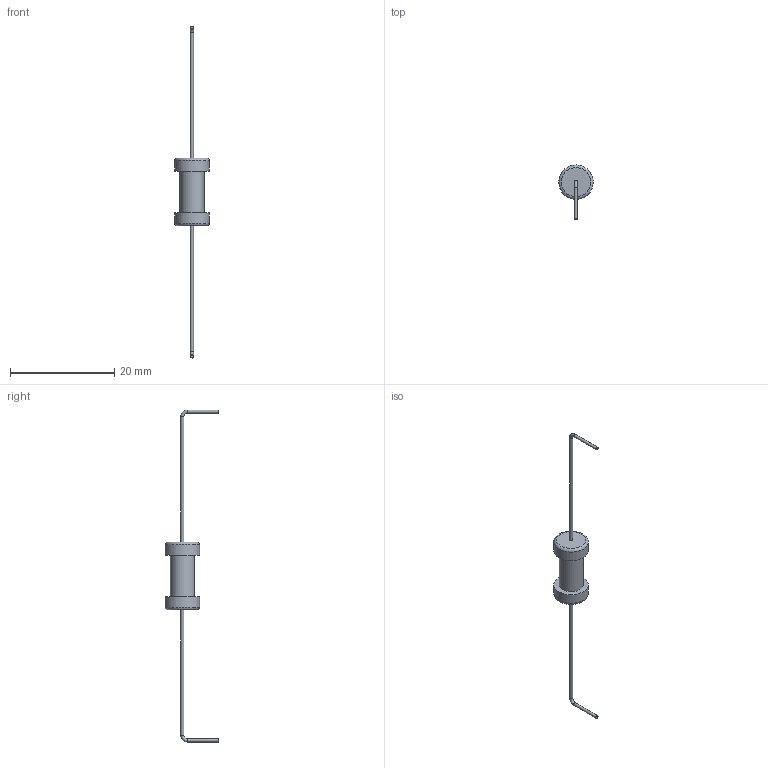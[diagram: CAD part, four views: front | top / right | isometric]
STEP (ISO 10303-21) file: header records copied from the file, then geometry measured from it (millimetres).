
FILE_DESCRIPTION(/* description */ (''),/* implementation_level */ '2;1');
FILE_NAME(/* name */ 'МЛТ-1.stp',/* time_stamp */ '2020-03-30T06:44:49+03:00',/* author */ ('IAmIllusion'),/* organization */ (''),/* preprocessor_version */ 'ST-DEVELOPER v18',/* originating_system */ 'Autodesk Inventor 2020',/* authorisation */ '');
FILE_SCHEMA (('AUTOMOTIVE_DESIGN { 1 0 10303 214 3 1 1 }'));
Length unit declared in the file: millimetre
Products named in the file (1): МЛТ-1
Bounding box: 6.6 x 10.3 x 63.6 mm (x, y, z)
Volume: 319.7 mm3; surface area: 433.4 mm2
Topology: 2 solids, 2 shells, 18 faces, 49 edges, 38 vertices
Faces by surface type: plane 7, cylinder 7, torus 4
Full cylindrical faces by diameter (mm): 0.6 x4, 4.6 x1, 6.6 x2
Entity records: 681 total; most frequent: DIRECTION 129, CARTESIAN_POINT 106, ORIENTED_EDGE 98, AXIS2_PLACEMENT_3D 61, EDGE_CURVE 49, CIRCLE 42, VERTEX_POINT 38, EDGE_LOOP 21
